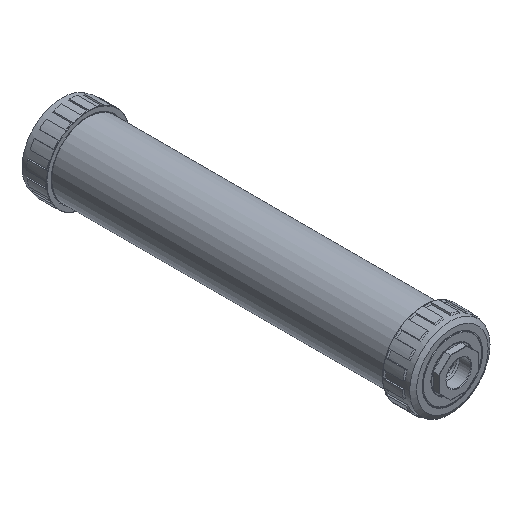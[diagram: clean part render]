
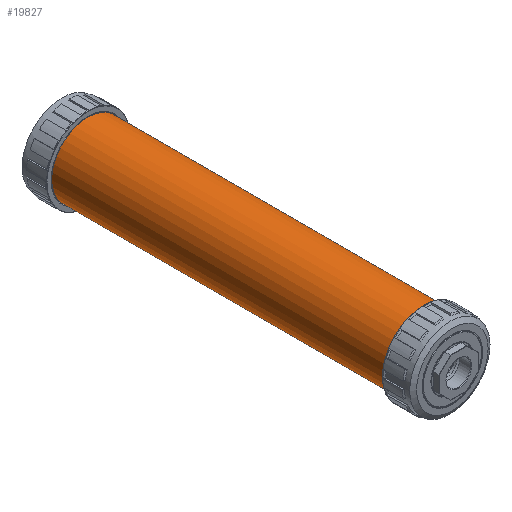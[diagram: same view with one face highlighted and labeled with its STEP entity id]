
A CAD part, isometric view. The second image highlights one B-rep face of the part: STEP entity #19827.
In plain terms, the highlighted cylindrical face has radius 82.55 mm (diameter 165.1 mm), a full revolution.
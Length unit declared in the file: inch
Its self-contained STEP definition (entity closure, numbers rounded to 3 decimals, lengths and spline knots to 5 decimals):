
#19793=CARTESIAN_POINT('',(3.25,-15.0685,0.0));
#19794=VERTEX_POINT('',#19793);
#19795=CARTESIAN_POINT('',(0.0,-15.0685,0.0));
#19796=DIRECTION('',(0.0,1.0,0.0));
#19797=DIRECTION('',(1.0,0.0,0.0));
#19798=AXIS2_PLACEMENT_3D('',#19795,#19796,#19797);
#19799=CIRCLE('',#19798,3.25);
#19800=EDGE_CURVE('',#19794,#19794,#19799,.T.);
#19808=CARTESIAN_POINT('',(0.0,0.0,0.0));
#19809=DIRECTION('',(0.0,1.0,0.0));
#19810=DIRECTION('',(1.0,0.0,0.0));
#19811=AXIS2_PLACEMENT_3D('',#19808,#19809,#19810);
#19812=CYLINDRICAL_SURFACE('',#19811,3.25);
#19813=CARTESIAN_POINT('',(3.25,15.0685,0.0));
#19814=VERTEX_POINT('',#19813);
#19815=CARTESIAN_POINT('',(0.0,15.0685,0.0));
#19816=DIRECTION('',(0.0,1.0,0.0));
#19817=DIRECTION('',(1.0,0.0,0.0));
#19818=AXIS2_PLACEMENT_3D('',#19815,#19816,#19817);
#19819=CIRCLE('',#19818,3.25);
#19820=EDGE_CURVE('',#19814,#19814,#19819,.T.);
#19821=ORIENTED_EDGE('',*,*,#19820,.F.);
#19822=EDGE_LOOP('',(#19821));
#19823=FACE_OUTER_BOUND('',#19822,.T.);
#19824=ORIENTED_EDGE('',*,*,#19800,.T.);
#19825=EDGE_LOOP('',(#19824));
#19826=FACE_BOUND('',#19825,.T.);
#19827=ADVANCED_FACE('',(#19823,#19826),#19812,.T.);
